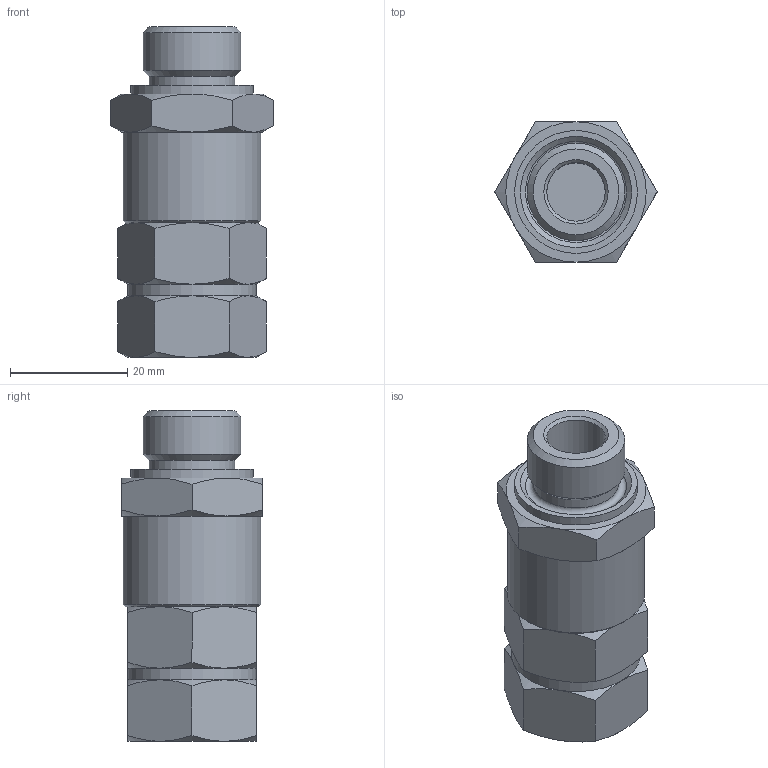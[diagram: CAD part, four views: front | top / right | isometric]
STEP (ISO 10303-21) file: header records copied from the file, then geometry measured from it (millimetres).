
FILE_DESCRIPTION(/* description */ (''),/* implementation_level */ '2;1');
FILE_NAME(/* name */ 'gfs_38.stp',/* time_stamp */ '2020-10-08T09:39:02+02:00',/* author */ ('leitheußer'),/* organization */ (''),/* preprocessor_version */ 'ST-DEVELOPER v16.13',/* originating_system */ 'Autodesk Inventor LT',/* authorisation */ ', , ');
FILE_SCHEMA (('AUTOMOTIVE_DESIGN { 1 0 10303 214 3 1 1 }'));
Length unit declared in the file: millimetre
Products named in the file (1): NHRF G03-G03
Bounding box: 27.71 x 24 x 56.5 mm (x, y, z)
Volume: 16875.8 mm3; surface area: 7519.7 mm2
Topology: 2 solids, 2 shells, 79 faces, 170 edges, 100 vertices
Faces by surface type: cone 43, plane 27, cylinder 8, torus 1
Full cylindrical faces by diameter (mm): 3.242 x1, 10 x1, 14.6 x1, 14.95 x1, 16.662 x1, 21 x1, 22 x1, 23.5 x1
Entity records: 1928 total; most frequent: CARTESIAN_POINT 464, ORIENTED_EDGE 294, DIRECTION 292, EDGE_CURVE 147, AXIS2_PLACEMENT_3D 137, EDGE_LOOP 102, VERTEX_POINT 93, FACE_OUTER_BOUND 79
